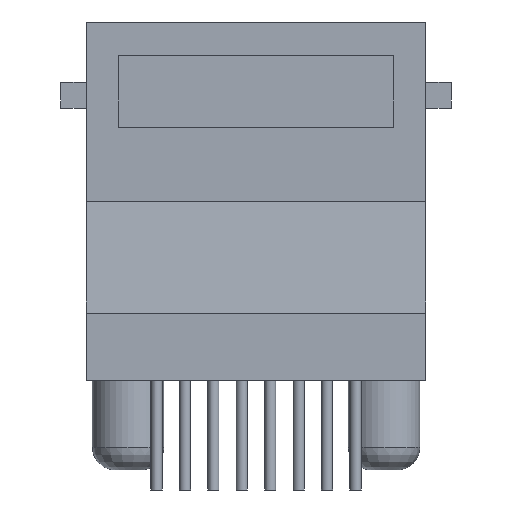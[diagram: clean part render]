
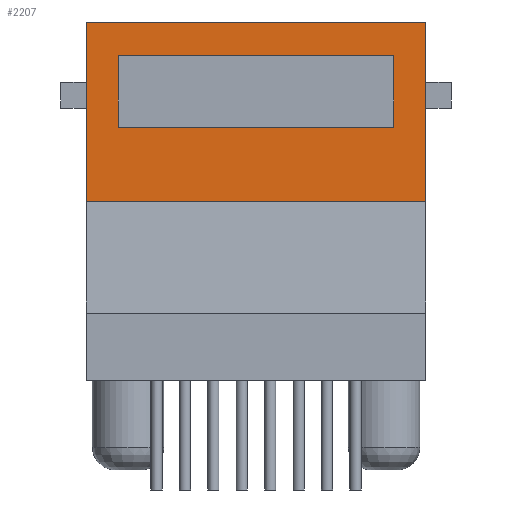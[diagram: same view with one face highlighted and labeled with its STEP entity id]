
A CAD part, front view. The second image highlights one B-rep face of the part: STEP entity #2207.
In plain terms, the highlighted planar face has unit normal (0, -1, 0).
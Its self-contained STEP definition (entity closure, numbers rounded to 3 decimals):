
#280 = PLANE('',#281);
#281 = AXIS2_PLACEMENT_3D('',#282,#283,#284);
#282 = CARTESIAN_POINT('',(7.575,-8.225,0.));
#283 = DIRECTION('',(-1.,0.,0.));
#284 = DIRECTION('',(0.,1.,0.));
#334 = PLANE('',#335);
#335 = AXIS2_PLACEMENT_3D('',#336,#337,#338);
#336 = CARTESIAN_POINT('',(-7.575,8.225,0.));
#337 = DIRECTION('',(1.,0.,0.));
#338 = DIRECTION('',(0.,-1.,0.));
#711 = PLANE('',#712);
#712 = AXIS2_PLACEMENT_3D('',#713,#714,#715);
#713 = CARTESIAN_POINT('',(7.575,-8.225,3.));
#714 = DIRECTION('',(0.,0.989,-0.148));
#715 = DIRECTION('',(0.,0.148,0.989));
#772 = VERTEX_POINT('',#773);
#773 = CARTESIAN_POINT('',(-7.575,-7.475,16.));
#787 = PLANE('',#788);
#788 = AXIS2_PLACEMENT_3D('',#789,#790,#791);
#789 = CARTESIAN_POINT('',(0.,0.,16.));
#790 = DIRECTION('',(0.,0.,1.));
#791 = DIRECTION('',(1.,0.,-0.));
#799 = EDGE_CURVE('',#772,#800,#802,.T.);
#800 = VERTEX_POINT('',#801);
#801 = CARTESIAN_POINT('',(-7.575,-7.475,8.));
#802 = SURFACE_CURVE('',#803,(#807,#814),.PCURVE_S1.);
#803 = LINE('',#804,#805);
#804 = CARTESIAN_POINT('',(-7.575,-7.475,8.));
#805 = VECTOR('',#806,1.);
#806 = DIRECTION('',(0.,0.,-1.));
#807 = PCURVE('',#334,#808);
#808 = DEFINITIONAL_REPRESENTATION('',(#809),#813);
#809 = LINE('',#810,#811);
#810 = CARTESIAN_POINT('',(15.7,-8.));
#811 = VECTOR('',#812,1.);
#812 = DIRECTION('',(0.,1.));
#813 = ( GEOMETRIC_REPRESENTATION_CONTEXT(2) 
PARAMETRIC_REPRESENTATION_CONTEXT() REPRESENTATION_CONTEXT('2D SPACE',''
  ) );
#814 = PCURVE('',#815,#820);
#815 = PLANE('',#816);
#816 = AXIS2_PLACEMENT_3D('',#817,#818,#819);
#817 = CARTESIAN_POINT('',(7.575,-7.475,16.));
#818 = DIRECTION('',(0.,-1.,0.));
#819 = DIRECTION('',(0.,0.,-1.));
#820 = DEFINITIONAL_REPRESENTATION('',(#821),#825);
#821 = LINE('',#822,#823);
#822 = CARTESIAN_POINT('',(8.,-15.15));
#823 = VECTOR('',#824,1.);
#824 = DIRECTION('',(1.,0.));
#825 = ( GEOMETRIC_REPRESENTATION_CONTEXT(2) 
PARAMETRIC_REPRESENTATION_CONTEXT() REPRESENTATION_CONTEXT('2D SPACE',''
  ) );
#969 = VERTEX_POINT('',#970);
#970 = CARTESIAN_POINT('',(7.575,-7.475,8.));
#991 = EDGE_CURVE('',#992,#969,#994,.T.);
#992 = VERTEX_POINT('',#993);
#993 = CARTESIAN_POINT('',(7.575,-7.475,16.));
#994 = SURFACE_CURVE('',#995,(#999,#1006),.PCURVE_S1.);
#995 = LINE('',#996,#997);
#996 = CARTESIAN_POINT('',(7.575,-7.475,16.));
#997 = VECTOR('',#998,1.);
#998 = DIRECTION('',(0.,0.,-1.));
#999 = PCURVE('',#280,#1000);
#1000 = DEFINITIONAL_REPRESENTATION('',(#1001),#1005);
#1001 = LINE('',#1002,#1003);
#1002 = CARTESIAN_POINT('',(0.75,-16.));
#1003 = VECTOR('',#1004,1.);
#1004 = DIRECTION('',(0.,1.));
#1005 = ( GEOMETRIC_REPRESENTATION_CONTEXT(2) 
PARAMETRIC_REPRESENTATION_CONTEXT() REPRESENTATION_CONTEXT('2D SPACE',''
  ) );
#1006 = PCURVE('',#815,#1007);
#1007 = DEFINITIONAL_REPRESENTATION('',(#1008),#1012);
#1008 = LINE('',#1009,#1010);
#1009 = CARTESIAN_POINT('',(0.,0.));
#1010 = VECTOR('',#1011,1.);
#1011 = DIRECTION('',(1.,0.));
#1012 = ( GEOMETRIC_REPRESENTATION_CONTEXT(2) 
PARAMETRIC_REPRESENTATION_CONTEXT() REPRESENTATION_CONTEXT('2D SPACE',''
  ) );
#1710 = EDGE_CURVE('',#969,#800,#1711,.T.);
#1711 = SURFACE_CURVE('',#1712,(#1716,#1723),.PCURVE_S1.);
#1712 = LINE('',#1713,#1714);
#1713 = CARTESIAN_POINT('',(7.575,-7.475,8.));
#1714 = VECTOR('',#1715,1.);
#1715 = DIRECTION('',(-1.,-0.,-0.));
#1716 = PCURVE('',#711,#1717);
#1717 = DEFINITIONAL_REPRESENTATION('',(#1718),#1722);
#1718 = LINE('',#1719,#1720);
#1719 = CARTESIAN_POINT('',(5.056,0.));
#1720 = VECTOR('',#1721,1.);
#1721 = DIRECTION('',(0.,-1.));
#1722 = ( GEOMETRIC_REPRESENTATION_CONTEXT(2) 
PARAMETRIC_REPRESENTATION_CONTEXT() REPRESENTATION_CONTEXT('2D SPACE',''
  ) );
#1723 = PCURVE('',#815,#1724);
#1724 = DEFINITIONAL_REPRESENTATION('',(#1725),#1729);
#1725 = LINE('',#1726,#1727);
#1726 = CARTESIAN_POINT('',(8.,0.));
#1727 = VECTOR('',#1728,1.);
#1728 = DIRECTION('',(0.,-1.));
#1729 = ( GEOMETRIC_REPRESENTATION_CONTEXT(2) 
PARAMETRIC_REPRESENTATION_CONTEXT() REPRESENTATION_CONTEXT('2D SPACE',''
  ) );
#1735 = EDGE_CURVE('',#992,#772,#1736,.T.);
#1736 = SURFACE_CURVE('',#1737,(#1741,#1748),.PCURVE_S1.);
#1737 = LINE('',#1738,#1739);
#1738 = CARTESIAN_POINT('',(7.575,-7.475,16.));
#1739 = VECTOR('',#1740,1.);
#1740 = DIRECTION('',(-1.,-0.,-0.));
#1741 = PCURVE('',#787,#1742);
#1742 = DEFINITIONAL_REPRESENTATION('',(#1743),#1747);
#1743 = LINE('',#1744,#1745);
#1744 = CARTESIAN_POINT('',(7.575,-7.475));
#1745 = VECTOR('',#1746,1.);
#1746 = DIRECTION('',(-1.,0.));
#1747 = ( GEOMETRIC_REPRESENTATION_CONTEXT(2) 
PARAMETRIC_REPRESENTATION_CONTEXT() REPRESENTATION_CONTEXT('2D SPACE',''
  ) );
#1748 = PCURVE('',#815,#1749);
#1749 = DEFINITIONAL_REPRESENTATION('',(#1750),#1754);
#1750 = LINE('',#1751,#1752);
#1751 = CARTESIAN_POINT('',(0.,0.));
#1752 = VECTOR('',#1753,1.);
#1753 = DIRECTION('',(0.,-1.));
#1754 = ( GEOMETRIC_REPRESENTATION_CONTEXT(2) 
PARAMETRIC_REPRESENTATION_CONTEXT() REPRESENTATION_CONTEXT('2D SPACE',''
  ) );
#2207 = ADVANCED_FACE('',(#2208,#2214),#815,.T.);
#2208 = FACE_BOUND('',#2209,.T.);
#2209 = EDGE_LOOP('',(#2210,#2211,#2212,#2213));
#2210 = ORIENTED_EDGE('',*,*,#991,.F.);
#2211 = ORIENTED_EDGE('',*,*,#1735,.T.);
#2212 = ORIENTED_EDGE('',*,*,#799,.T.);
#2213 = ORIENTED_EDGE('',*,*,#1710,.F.);
#2214 = FACE_BOUND('',#2215,.T.);
#2215 = EDGE_LOOP('',(#2216,#2246,#2274,#2302));
#2216 = ORIENTED_EDGE('',*,*,#2217,.F.);
#2217 = EDGE_CURVE('',#2218,#2220,#2222,.T.);
#2218 = VERTEX_POINT('',#2219);
#2219 = CARTESIAN_POINT('',(-6.15,-7.475,11.3));
#2220 = VERTEX_POINT('',#2221);
#2221 = CARTESIAN_POINT('',(6.15,-7.475,11.3));
#2222 = SURFACE_CURVE('',#2223,(#2227,#2234),.PCURVE_S1.);
#2223 = LINE('',#2224,#2225);
#2224 = CARTESIAN_POINT('',(-6.15,-7.475,11.3));
#2225 = VECTOR('',#2226,1.);
#2226 = DIRECTION('',(1.,0.,0.));
#2227 = PCURVE('',#815,#2228);
#2228 = DEFINITIONAL_REPRESENTATION('',(#2229),#2233);
#2229 = LINE('',#2230,#2231);
#2230 = CARTESIAN_POINT('',(4.7,-13.725));
#2231 = VECTOR('',#2232,1.);
#2232 = DIRECTION('',(0.,1.));
#2233 = ( GEOMETRIC_REPRESENTATION_CONTEXT(2) 
PARAMETRIC_REPRESENTATION_CONTEXT() REPRESENTATION_CONTEXT('2D SPACE',''
  ) );
#2234 = PCURVE('',#2235,#2240);
#2235 = PLANE('',#2236);
#2236 = AXIS2_PLACEMENT_3D('',#2237,#2238,#2239);
#2237 = CARTESIAN_POINT('',(-6.15,-7.475,11.3));
#2238 = DIRECTION('',(0.,0.,-1.));
#2239 = DIRECTION('',(1.,0.,0.));
#2240 = DEFINITIONAL_REPRESENTATION('',(#2241),#2245);
#2241 = LINE('',#2242,#2243);
#2242 = CARTESIAN_POINT('',(0.,0.));
#2243 = VECTOR('',#2244,1.);
#2244 = DIRECTION('',(1.,0.));
#2245 = ( GEOMETRIC_REPRESENTATION_CONTEXT(2) 
PARAMETRIC_REPRESENTATION_CONTEXT() REPRESENTATION_CONTEXT('2D SPACE',''
  ) );
#2246 = ORIENTED_EDGE('',*,*,#2247,.F.);
#2247 = EDGE_CURVE('',#2248,#2218,#2250,.T.);
#2248 = VERTEX_POINT('',#2249);
#2249 = CARTESIAN_POINT('',(-6.15,-7.475,14.5));
#2250 = SURFACE_CURVE('',#2251,(#2255,#2262),.PCURVE_S1.);
#2251 = LINE('',#2252,#2253);
#2252 = CARTESIAN_POINT('',(-6.15,-7.475,14.5));
#2253 = VECTOR('',#2254,1.);
#2254 = DIRECTION('',(0.,0.,-1.));
#2255 = PCURVE('',#815,#2256);
#2256 = DEFINITIONAL_REPRESENTATION('',(#2257),#2261);
#2257 = LINE('',#2258,#2259);
#2258 = CARTESIAN_POINT('',(1.5,-13.725));
#2259 = VECTOR('',#2260,1.);
#2260 = DIRECTION('',(1.,0.));
#2261 = ( GEOMETRIC_REPRESENTATION_CONTEXT(2) 
PARAMETRIC_REPRESENTATION_CONTEXT() REPRESENTATION_CONTEXT('2D SPACE',''
  ) );
#2262 = PCURVE('',#2263,#2268);
#2263 = PLANE('',#2264);
#2264 = AXIS2_PLACEMENT_3D('',#2265,#2266,#2267);
#2265 = CARTESIAN_POINT('',(-6.15,-7.475,14.5));
#2266 = DIRECTION('',(-1.,0.,0.));
#2267 = DIRECTION('',(-0.,0.,-1.));
#2268 = DEFINITIONAL_REPRESENTATION('',(#2269),#2273);
#2269 = LINE('',#2270,#2271);
#2270 = CARTESIAN_POINT('',(-0.,0.));
#2271 = VECTOR('',#2272,1.);
#2272 = DIRECTION('',(1.,0.));
#2273 = ( GEOMETRIC_REPRESENTATION_CONTEXT(2) 
PARAMETRIC_REPRESENTATION_CONTEXT() REPRESENTATION_CONTEXT('2D SPACE',''
  ) );
#2274 = ORIENTED_EDGE('',*,*,#2275,.F.);
#2275 = EDGE_CURVE('',#2276,#2248,#2278,.T.);
#2276 = VERTEX_POINT('',#2277);
#2277 = CARTESIAN_POINT('',(6.15,-7.475,14.5));
#2278 = SURFACE_CURVE('',#2279,(#2283,#2290),.PCURVE_S1.);
#2279 = LINE('',#2280,#2281);
#2280 = CARTESIAN_POINT('',(6.15,-7.475,14.5));
#2281 = VECTOR('',#2282,1.);
#2282 = DIRECTION('',(-1.,0.,0.));
#2283 = PCURVE('',#815,#2284);
#2284 = DEFINITIONAL_REPRESENTATION('',(#2285),#2289);
#2285 = LINE('',#2286,#2287);
#2286 = CARTESIAN_POINT('',(1.5,-1.425));
#2287 = VECTOR('',#2288,1.);
#2288 = DIRECTION('',(0.,-1.));
#2289 = ( GEOMETRIC_REPRESENTATION_CONTEXT(2) 
PARAMETRIC_REPRESENTATION_CONTEXT() REPRESENTATION_CONTEXT('2D SPACE',''
  ) );
#2290 = PCURVE('',#2291,#2296);
#2291 = PLANE('',#2292);
#2292 = AXIS2_PLACEMENT_3D('',#2293,#2294,#2295);
#2293 = CARTESIAN_POINT('',(6.15,-7.475,14.5));
#2294 = DIRECTION('',(0.,0.,1.));
#2295 = DIRECTION('',(-1.,0.,0.));
#2296 = DEFINITIONAL_REPRESENTATION('',(#2297),#2301);
#2297 = LINE('',#2298,#2299);
#2298 = CARTESIAN_POINT('',(0.,0.));
#2299 = VECTOR('',#2300,1.);
#2300 = DIRECTION('',(1.,0.));
#2301 = ( GEOMETRIC_REPRESENTATION_CONTEXT(2) 
PARAMETRIC_REPRESENTATION_CONTEXT() REPRESENTATION_CONTEXT('2D SPACE',''
  ) );
#2302 = ORIENTED_EDGE('',*,*,#2303,.F.);
#2303 = EDGE_CURVE('',#2220,#2276,#2304,.T.);
#2304 = SURFACE_CURVE('',#2305,(#2309,#2316),.PCURVE_S1.);
#2305 = LINE('',#2306,#2307);
#2306 = CARTESIAN_POINT('',(6.15,-7.475,11.3));
#2307 = VECTOR('',#2308,1.);
#2308 = DIRECTION('',(0.,0.,1.));
#2309 = PCURVE('',#815,#2310);
#2310 = DEFINITIONAL_REPRESENTATION('',(#2311),#2315);
#2311 = LINE('',#2312,#2313);
#2312 = CARTESIAN_POINT('',(4.7,-1.425));
#2313 = VECTOR('',#2314,1.);
#2314 = DIRECTION('',(-1.,0.));
#2315 = ( GEOMETRIC_REPRESENTATION_CONTEXT(2) 
PARAMETRIC_REPRESENTATION_CONTEXT() REPRESENTATION_CONTEXT('2D SPACE',''
  ) );
#2316 = PCURVE('',#2317,#2322);
#2317 = PLANE('',#2318);
#2318 = AXIS2_PLACEMENT_3D('',#2319,#2320,#2321);
#2319 = CARTESIAN_POINT('',(6.15,-7.475,11.3));
#2320 = DIRECTION('',(1.,0.,0.));
#2321 = DIRECTION('',(-0.,0.,1.));
#2322 = DEFINITIONAL_REPRESENTATION('',(#2323),#2327);
#2323 = LINE('',#2324,#2325);
#2324 = CARTESIAN_POINT('',(0.,0.));
#2325 = VECTOR('',#2326,1.);
#2326 = DIRECTION('',(1.,0.));
#2327 = ( GEOMETRIC_REPRESENTATION_CONTEXT(2) 
PARAMETRIC_REPRESENTATION_CONTEXT() REPRESENTATION_CONTEXT('2D SPACE',''
  ) );
